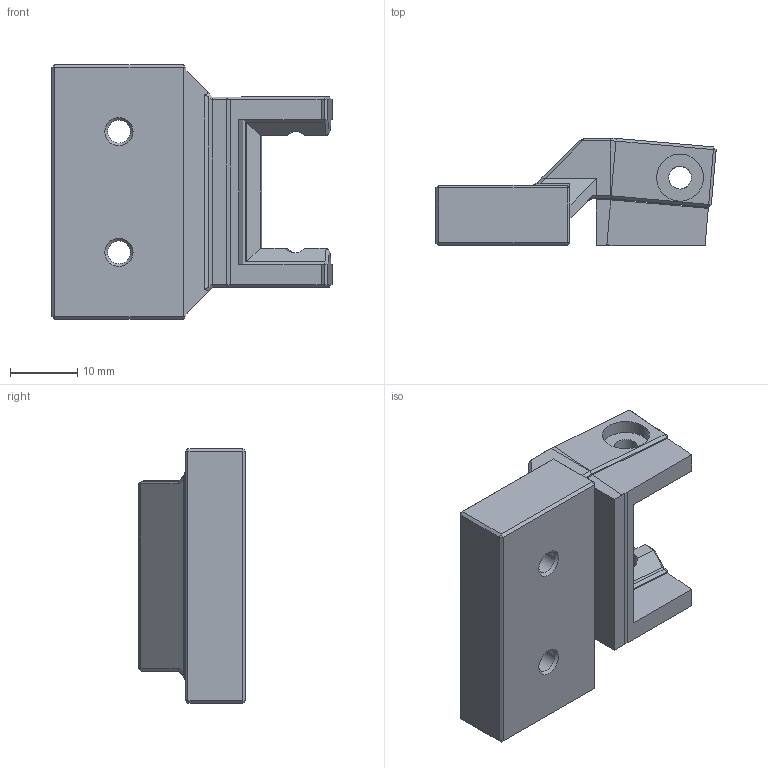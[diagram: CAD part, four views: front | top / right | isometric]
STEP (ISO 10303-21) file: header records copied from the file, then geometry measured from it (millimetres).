
FILE_DESCRIPTION(/* description */ (''),/* implementation_level */ '2;1');
FILE_NAME(/* name */ 'Blobifier.step',/* time_stamp */ '2024-01-25T14:57:44+01:00',/* author */ (''),/* organization */ (''),/* preprocessor_version */ 'ST-DEVELOPER v20',/* originating_system */ 'Autodesk Translation Framework v12.14.0.127',/* authorisation */ '');
FILE_SCHEMA (('AUTOMOTIVE_DESIGN { 1 0 10303 214 3 1 1 }'));
Length unit declared in the file: millimetre
Products named in the file (2): Configuration 1; Mount_voron_2.4
Assembly tree (1 placements, depth 2):
  Configuration 1
    Mount_voron_2.4
Bounding box: 41.79 x 16 x 38 mm (x, y, z)
Volume: 11403.6 mm3; surface area: 5578.1 mm2
Topology: 2 solids, 2 shells, 151 faces, 336 edges, 191 vertices
Faces by surface type: plane 139, cylinder 8, cone 4
Full cylindrical faces by diameter (mm): 3.4 x4, 4.6 x1, 7 x3
Entity records: 4070 total; most frequent: CARTESIAN_POINT 682, DIRECTION 674, ORIENTED_EDGE 672, EDGE_CURVE 336, LINE 308, VECTOR 308, VERTEX_POINT 191, AXIS2_PLACEMENT_3D 183
